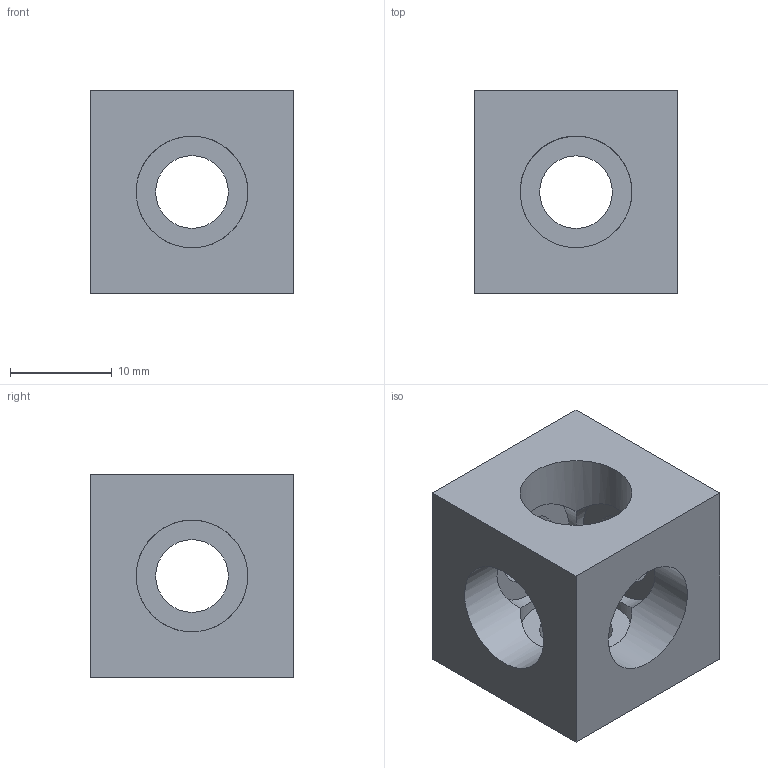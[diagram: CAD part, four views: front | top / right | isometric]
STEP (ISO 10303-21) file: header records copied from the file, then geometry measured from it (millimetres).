
FILE_DESCRIPTION((''),'2;1');
FILE_NAME('Corner Connector - Three Way Cube.ipt.step','2014-04-22T18:03:01',(''),(''),'Autodesk Inventor 2013','Autodesk Inventor 2013','');
FILE_SCHEMA(('AUTOMOTIVE_DESIGN { 1 0 10303 214 1 1 1 1 }'));
Length unit declared in the file: millimetre
Products named in the file (1): Corner Connector - Three Way Cube
Bounding box: 20 x 20 x 20 mm (x, y, z)
Volume: 4757.8 mm3; surface area: 3079.2 mm2
Topology: 1 solids, 1 shells, 18 faces, 51 edges, 34 vertices
Faces by surface type: cylinder 9, plane 9
Full cylindrical faces by diameter (mm): 7.14 x3, 11 x6
Entity records: 546 total; most frequent: DIRECTION 98, CARTESIAN_POINT 83, ORIENTED_EDGE 72, AXIS2_PLACEMENT_3D 43, EDGE_CURVE 36, EDGE_LOOP 36, VERTEX_POINT 28, FACE_OUTER_BOUND 18
